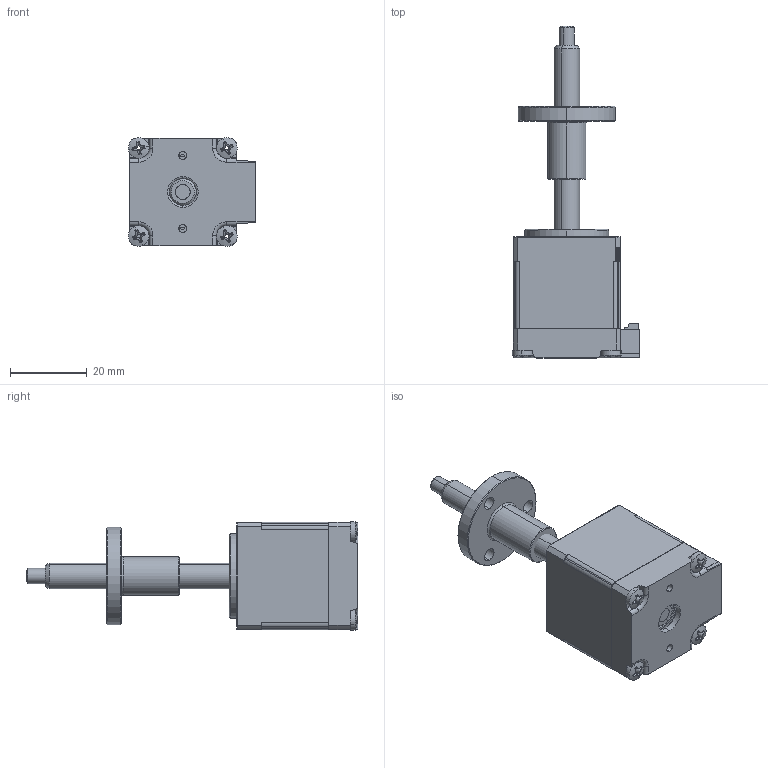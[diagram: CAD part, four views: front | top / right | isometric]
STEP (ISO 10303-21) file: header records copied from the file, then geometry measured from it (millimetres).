
FILE_DESCRIPTION (( 'STEP AP203' ), '1' );
FILE_NAME ('LE111S-T6503-50-AR1-S-050.STEP', '2018-08-10T06:05:12', ( '' ), ( '' ), 'SwSTEP 2.0', 'SolidWorks 2014', '' );
FILE_SCHEMA (( 'CONFIG_CONTROL_DESIGN' ));
Length unit declared in the file: millimetre
Products named in the file (1): LE111S-T6503-50-AR1-S-050
Bounding box: 33.2 x 86.6 x 28.4 mm (x, y, z)
Surface area: 10624.6 mm2 (no closed solid volume)
Topology: 0 solids, 26 shells, 319 faces, 1017 edges, 718 vertices
Faces by surface type: plane 139, cylinder 92, cone 62, torus 18, sphere 8
Entity records: 11687 total; most frequent: CARTESIAN_POINT 2613, DIRECTION 1935, ORIENTED_EDGE 1680, EDGE_CURVE 1017, VERTEX_POINT 718, AXIS2_PLACEMENT_3D 704, VECTOR 527, LINE 527
